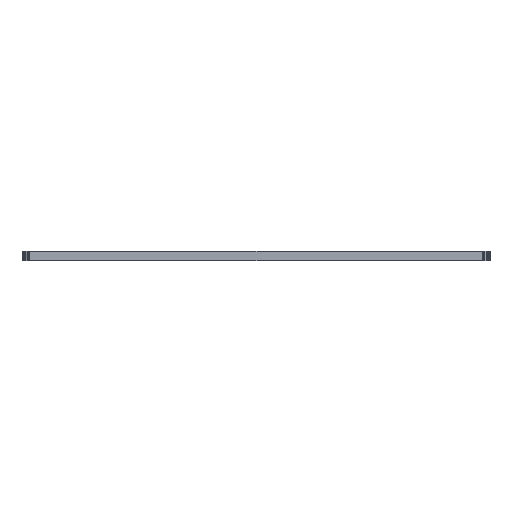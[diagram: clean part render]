
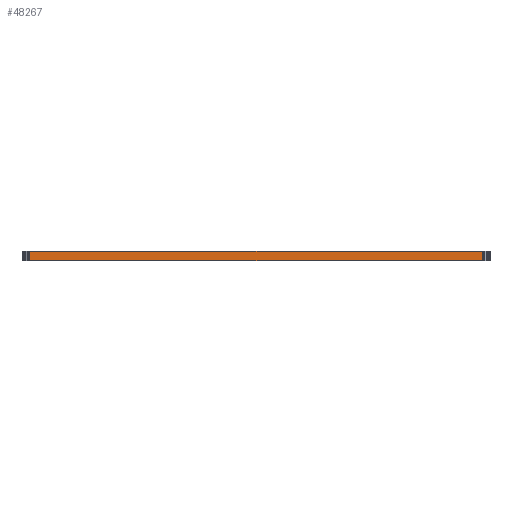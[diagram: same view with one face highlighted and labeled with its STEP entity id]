
A CAD part, left-side view. The second image highlights one B-rep face of the part: STEP entity #48267.
In plain terms, the highlighted planar face has unit normal (-1, 0, 0).
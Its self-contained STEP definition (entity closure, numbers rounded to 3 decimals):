
#90 = PLANE('',#91);
#91 = AXIS2_PLACEMENT_3D('',#92,#93,#94);
#92 = CARTESIAN_POINT('',(120.443,-67.1,1.58));
#93 = DIRECTION('',(-0.,-0.,-1.));
#94 = DIRECTION('',(-1.,0.,0.));
#144 = PLANE('',#145);
#145 = AXIS2_PLACEMENT_3D('',#146,#147,#148);
#146 = CARTESIAN_POINT('',(120.443,-67.1,0.));
#147 = DIRECTION('',(-0.,-0.,-1.));
#148 = DIRECTION('',(-1.,0.,0.));
#1009 = VERTEX_POINT('',#1010);
#1010 = CARTESIAN_POINT('',(38.461,-103.93,0.));
#1024 = PLANE('',#1025);
#1025 = AXIS2_PLACEMENT_3D('',#1026,#1027,#1028);
#1026 = CARTESIAN_POINT('',(38.48,-104.151,0.));
#1027 = DIRECTION('',(-0.996,-0.087,0.));
#1028 = DIRECTION('',(-0.087,0.996,0.));
#1036 = EDGE_CURVE('',#1009,#1037,#1039,.T.);
#1037 = VERTEX_POINT('',#1038);
#1038 = CARTESIAN_POINT('',(38.461,-30.27,0.));
#1039 = SURFACE_CURVE('',#1040,(#1044,#1051),.PCURVE_S1.);
#1040 = LINE('',#1041,#1042);
#1041 = CARTESIAN_POINT('',(38.461,-103.93,0.));
#1042 = VECTOR('',#1043,1.);
#1043 = DIRECTION('',(0.,1.,0.));
#1044 = PCURVE('',#144,#1045);
#1045 = DEFINITIONAL_REPRESENTATION('',(#1046),#1050);
#1046 = LINE('',#1047,#1048);
#1047 = CARTESIAN_POINT('',(81.982,-36.83));
#1048 = VECTOR('',#1049,1.);
#1049 = DIRECTION('',(0.,1.));
#1050 = ( GEOMETRIC_REPRESENTATION_CONTEXT(2) 
PARAMETRIC_REPRESENTATION_CONTEXT() REPRESENTATION_CONTEXT('2D SPACE',''
  ) );
#1051 = PCURVE('',#1052,#1057);
#1052 = PLANE('',#1053);
#1053 = AXIS2_PLACEMENT_3D('',#1054,#1055,#1056);
#1054 = CARTESIAN_POINT('',(38.461,-103.93,0.));
#1055 = DIRECTION('',(-1.,0.,0.));
#1056 = DIRECTION('',(0.,1.,0.));
#1057 = DEFINITIONAL_REPRESENTATION('',(#1058),#1062);
#1058 = LINE('',#1059,#1060);
#1059 = CARTESIAN_POINT('',(0.,0.));
#1060 = VECTOR('',#1061,1.);
#1061 = DIRECTION('',(1.,0.));
#1062 = ( GEOMETRIC_REPRESENTATION_CONTEXT(2) 
PARAMETRIC_REPRESENTATION_CONTEXT() REPRESENTATION_CONTEXT('2D SPACE',''
  ) );
#1080 = PLANE('',#1081);
#1081 = AXIS2_PLACEMENT_3D('',#1082,#1083,#1084);
#1082 = CARTESIAN_POINT('',(38.461,-30.27,0.));
#1083 = DIRECTION('',(-0.996,0.087,0.));
#1084 = DIRECTION('',(0.087,0.996,0.));
#26684 = VERTEX_POINT('',#26685);
#26685 = CARTESIAN_POINT('',(38.461,-103.93,1.58));
#26706 = EDGE_CURVE('',#26684,#26707,#26709,.T.);
#26707 = VERTEX_POINT('',#26708);
#26708 = CARTESIAN_POINT('',(38.461,-30.27,1.58));
#26709 = SURFACE_CURVE('',#26710,(#26714,#26721),.PCURVE_S1.);
#26710 = LINE('',#26711,#26712);
#26711 = CARTESIAN_POINT('',(38.461,-103.93,1.58));
#26712 = VECTOR('',#26713,1.);
#26713 = DIRECTION('',(0.,1.,0.));
#26714 = PCURVE('',#90,#26715);
#26715 = DEFINITIONAL_REPRESENTATION('',(#26716),#26720);
#26716 = LINE('',#26717,#26718);
#26717 = CARTESIAN_POINT('',(81.982,-36.83));
#26718 = VECTOR('',#26719,1.);
#26719 = DIRECTION('',(0.,1.));
#26720 = ( GEOMETRIC_REPRESENTATION_CONTEXT(2) 
PARAMETRIC_REPRESENTATION_CONTEXT() REPRESENTATION_CONTEXT('2D SPACE',''
  ) );
#26721 = PCURVE('',#1052,#26722);
#26722 = DEFINITIONAL_REPRESENTATION('',(#26723),#26727);
#26723 = LINE('',#26724,#26725);
#26724 = CARTESIAN_POINT('',(0.,-1.58));
#26725 = VECTOR('',#26726,1.);
#26726 = DIRECTION('',(1.,0.));
#26727 = ( GEOMETRIC_REPRESENTATION_CONTEXT(2) 
PARAMETRIC_REPRESENTATION_CONTEXT() REPRESENTATION_CONTEXT('2D SPACE',''
  ) );
#48217 = EDGE_CURVE('',#1037,#26707,#48218,.T.);
#48218 = SURFACE_CURVE('',#48219,(#48223,#48230),.PCURVE_S1.);
#48219 = LINE('',#48220,#48221);
#48220 = CARTESIAN_POINT('',(38.461,-30.27,0.));
#48221 = VECTOR('',#48222,1.);
#48222 = DIRECTION('',(0.,0.,1.));
#48223 = PCURVE('',#1080,#48224);
#48224 = DEFINITIONAL_REPRESENTATION('',(#48225),#48229);
#48225 = LINE('',#48226,#48227);
#48226 = CARTESIAN_POINT('',(0.,0.));
#48227 = VECTOR('',#48228,1.);
#48228 = DIRECTION('',(0.,-1.));
#48229 = ( GEOMETRIC_REPRESENTATION_CONTEXT(2) 
PARAMETRIC_REPRESENTATION_CONTEXT() REPRESENTATION_CONTEXT('2D SPACE',''
  ) );
#48230 = PCURVE('',#1052,#48231);
#48231 = DEFINITIONAL_REPRESENTATION('',(#48232),#48236);
#48232 = LINE('',#48233,#48234);
#48233 = CARTESIAN_POINT('',(73.66,0.));
#48234 = VECTOR('',#48235,1.);
#48235 = DIRECTION('',(0.,-1.));
#48236 = ( GEOMETRIC_REPRESENTATION_CONTEXT(2) 
PARAMETRIC_REPRESENTATION_CONTEXT() REPRESENTATION_CONTEXT('2D SPACE',''
  ) );
#48267 = ADVANCED_FACE('',(#48268),#1052,.T.);
#48268 = FACE_BOUND('',#48269,.T.);
#48269 = EDGE_LOOP('',(#48270,#48291,#48292,#48293));
#48270 = ORIENTED_EDGE('',*,*,#48271,.T.);
#48271 = EDGE_CURVE('',#1009,#26684,#48272,.T.);
#48272 = SURFACE_CURVE('',#48273,(#48277,#48284),.PCURVE_S1.);
#48273 = LINE('',#48274,#48275);
#48274 = CARTESIAN_POINT('',(38.461,-103.93,0.));
#48275 = VECTOR('',#48276,1.);
#48276 = DIRECTION('',(0.,0.,1.));
#48277 = PCURVE('',#1052,#48278);
#48278 = DEFINITIONAL_REPRESENTATION('',(#48279),#48283);
#48279 = LINE('',#48280,#48281);
#48280 = CARTESIAN_POINT('',(0.,0.));
#48281 = VECTOR('',#48282,1.);
#48282 = DIRECTION('',(0.,-1.));
#48283 = ( GEOMETRIC_REPRESENTATION_CONTEXT(2) 
PARAMETRIC_REPRESENTATION_CONTEXT() REPRESENTATION_CONTEXT('2D SPACE',''
  ) );
#48284 = PCURVE('',#1024,#48285);
#48285 = DEFINITIONAL_REPRESENTATION('',(#48286),#48290);
#48286 = LINE('',#48287,#48288);
#48287 = CARTESIAN_POINT('',(0.221,0.));
#48288 = VECTOR('',#48289,1.);
#48289 = DIRECTION('',(0.,-1.));
#48290 = ( GEOMETRIC_REPRESENTATION_CONTEXT(2) 
PARAMETRIC_REPRESENTATION_CONTEXT() REPRESENTATION_CONTEXT('2D SPACE',''
  ) );
#48291 = ORIENTED_EDGE('',*,*,#26706,.T.);
#48292 = ORIENTED_EDGE('',*,*,#48217,.F.);
#48293 = ORIENTED_EDGE('',*,*,#1036,.F.);
